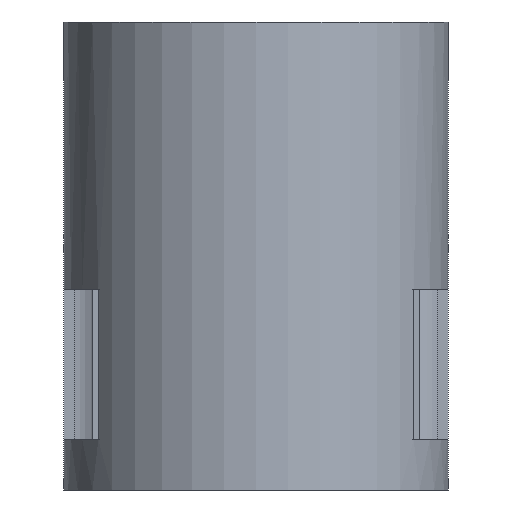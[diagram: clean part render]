
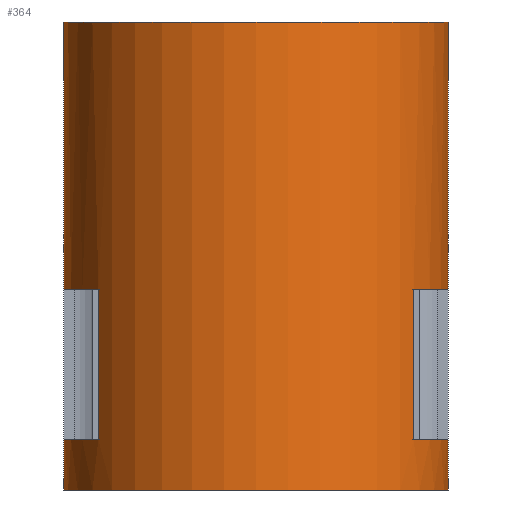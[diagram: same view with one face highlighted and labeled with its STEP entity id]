
A CAD part, left-side view. The second image highlights one B-rep face of the part: STEP entity #364.
In plain terms, the highlighted cylindrical face has radius 11.5 mm (diameter 23 mm), a partial arc.
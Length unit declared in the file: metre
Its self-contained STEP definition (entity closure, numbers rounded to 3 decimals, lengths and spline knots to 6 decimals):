
#14=CYLINDRICAL_SURFACE('',#410,0.0115);
#27=LINE('',#567,#61);
#29=LINE('',#572,#63);
#32=LINE('',#578,#66);
#36=LINE('',#585,#70);
#46=LINE('',#616,#80);
#47=LINE('',#618,#81);
#61=VECTOR('',#455,1.);
#63=VECTOR('',#459,1.);
#66=VECTOR('',#464,1.);
#70=VECTOR('',#470,1.);
#80=VECTOR('',#504,1.);
#81=VECTOR('',#507,1.);
#152=ORIENTED_EDGE('',*,*,#229,.T.);
#153=ORIENTED_EDGE('',*,*,#190,.T.);
#154=ORIENTED_EDGE('',*,*,#228,.F.);
#155=ORIENTED_EDGE('',*,*,#217,.F.);
#156=ORIENTED_EDGE('',*,*,#197,.F.);
#157=ORIENTED_EDGE('',*,*,#205,.T.);
#158=ORIENTED_EDGE('',*,*,#230,.T.);
#159=ORIENTED_EDGE('',*,*,#212,.F.);
#160=ORIENTED_EDGE('',*,*,#195,.F.);
#161=ORIENTED_EDGE('',*,*,#208,.T.);
#162=ORIENTED_EDGE('',*,*,#231,.T.);
#163=ORIENTED_EDGE('',*,*,#203,.F.);
#190=EDGE_CURVE('',#241,#240,#270,.T.);
#195=EDGE_CURVE('',#245,#246,#273,.T.);
#197=EDGE_CURVE('',#247,#248,#274,.T.);
#203=EDGE_CURVE('',#246,#252,#27,.T.);
#205=EDGE_CURVE('',#247,#253,#29,.T.);
#208=EDGE_CURVE('',#245,#256,#32,.T.);
#212=EDGE_CURVE('',#248,#257,#36,.T.);
#217=EDGE_CURVE('',#263,#264,#278,.T.);
#228=EDGE_CURVE('',#264,#240,#46,.T.);
#229=EDGE_CURVE('',#263,#241,#47,.T.);
#230=EDGE_CURVE('',#253,#257,#282,.T.);
#231=EDGE_CURVE('',#256,#252,#283,.T.);
#240=VERTEX_POINT('',#538);
#241=VERTEX_POINT('',#540);
#245=VERTEX_POINT('',#549);
#246=VERTEX_POINT('',#551);
#247=VERTEX_POINT('',#555);
#248=VERTEX_POINT('',#556);
#252=VERTEX_POINT('',#565);
#253=VERTEX_POINT('',#570);
#256=VERTEX_POINT('',#577);
#257=VERTEX_POINT('',#582);
#263=VERTEX_POINT('',#595);
#264=VERTEX_POINT('',#597);
#270=CIRCLE('',#386,0.0115);
#273=CIRCLE('',#390,0.0115);
#274=CIRCLE('',#392,0.0115);
#278=CIRCLE('',#401,0.0115);
#282=CIRCLE('',#411,0.0115);
#283=CIRCLE('',#412,0.0115);
#302=EDGE_LOOP('',(#152,#153,#154,#155));
#303=EDGE_LOOP('',(#156,#157,#158,#159));
#304=EDGE_LOOP('',(#160,#161,#162,#163));
#328=FACE_BOUND('',#302,.T.);
#329=FACE_BOUND('',#303,.T.);
#330=FACE_BOUND('',#304,.T.);
#364=ADVANCED_FACE('',(#328,#329,#330),#14,.T.);
#386=AXIS2_PLACEMENT_3D('',#539,#430,#431);
#390=AXIS2_PLACEMENT_3D('',#550,#440,#441);
#392=AXIS2_PLACEMENT_3D('',#554,#445,#446);
#401=AXIS2_PLACEMENT_3D('',#596,#479,#480);
#410=AXIS2_PLACEMENT_3D('',#617,#505,#506);
#411=AXIS2_PLACEMENT_3D('',#619,#508,#509);
#412=AXIS2_PLACEMENT_3D('',#620,#510,#511);
#430=DIRECTION('',(0.,0.,1.));
#431=DIRECTION('',(1.,0.,0.));
#440=DIRECTION('',(0.,0.,1.));
#441=DIRECTION('',(1.,0.,0.));
#445=DIRECTION('',(0.,0.,1.));
#446=DIRECTION('',(1.,0.,0.));
#455=DIRECTION('',(0.,0.,1.));
#459=DIRECTION('',(0.,0.,1.));
#464=DIRECTION('',(0.,0.,1.));
#470=DIRECTION('',(0.,0.,1.));
#479=DIRECTION('',(0.,0.,1.));
#480=DIRECTION('',(1.,0.,0.));
#504=DIRECTION('',(0.,0.,-1.));
#505=DIRECTION('',(0.,0.,-1.));
#506=DIRECTION('',(-1.,0.,0.));
#507=DIRECTION('',(0.,0.,-1.));
#508=DIRECTION('',(0.,0.,1.));
#509=DIRECTION('',(1.,0.,0.));
#510=DIRECTION('',(0.,0.,1.));
#511=DIRECTION('',(1.,0.,0.));
#538=CARTESIAN_POINT('',(0.006815,-0.009263,-0.012));
#539=CARTESIAN_POINT('',(0.,0.,-0.012));
#540=CARTESIAN_POINT('',(0.006815,0.009263,-0.012));
#549=CARTESIAN_POINT('',(0.006075,0.009764,-0.009));
#550=CARTESIAN_POINT('',(0.,0.,-0.009));
#551=CARTESIAN_POINT('',(-0.006581,0.009431,-0.009));
#554=CARTESIAN_POINT('',(0.,0.,-0.009));
#555=CARTESIAN_POINT('',(-0.006581,-0.009431,-0.009));
#556=CARTESIAN_POINT('',(0.006075,-0.009764,-0.009));
#565=CARTESIAN_POINT('',(-0.006581,0.009431,0.));
#567=CARTESIAN_POINT('',(-0.006581,0.009431,0.016));
#570=CARTESIAN_POINT('',(-0.006581,-0.009431,0.));
#572=CARTESIAN_POINT('',(-0.006581,-0.009431,-0.009));
#577=CARTESIAN_POINT('',(0.006075,0.009764,0.));
#578=CARTESIAN_POINT('',(0.006075,0.009764,0.016));
#582=CARTESIAN_POINT('',(0.006075,-0.009764,0.));
#585=CARTESIAN_POINT('',(0.006075,-0.009764,-0.009));
#595=CARTESIAN_POINT('',(0.006815,0.009263,0.016));
#596=CARTESIAN_POINT('',(0.,0.,0.016));
#597=CARTESIAN_POINT('',(0.006815,-0.009263,0.016));
#616=CARTESIAN_POINT('',(0.006815,-0.009263,0.016));
#617=CARTESIAN_POINT('',(0.,0.,0.016));
#618=CARTESIAN_POINT('',(0.006815,0.009263,0.016));
#619=CARTESIAN_POINT('',(0.,0.,0.));
#620=CARTESIAN_POINT('',(0.,0.,0.));
